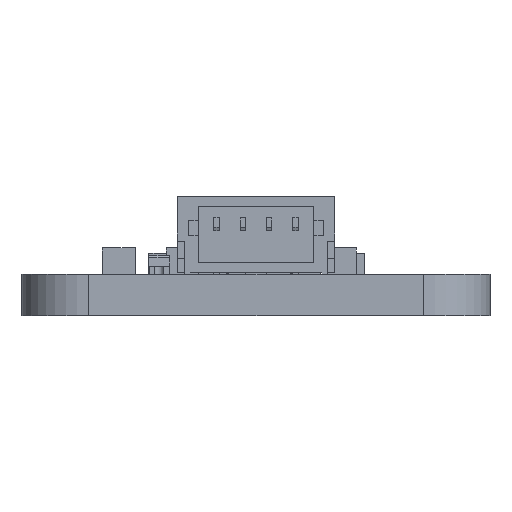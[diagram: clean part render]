
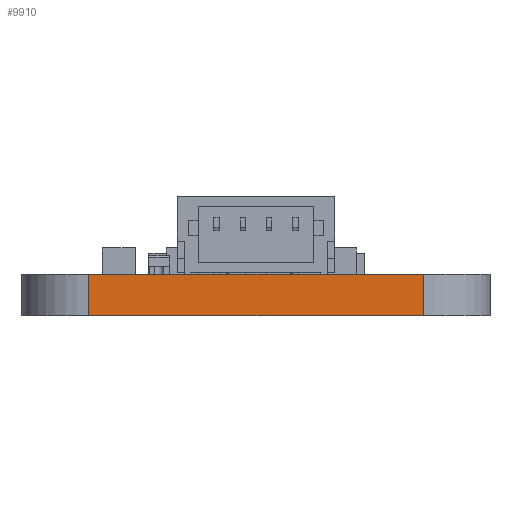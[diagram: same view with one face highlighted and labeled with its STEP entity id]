
A CAD part, left-side view. The second image highlights one B-rep face of the part: STEP entity #9910.
In plain terms, the highlighted planar face has unit normal (-1, 0, 0).
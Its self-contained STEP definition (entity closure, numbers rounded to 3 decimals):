
#177=PLANE('',#10607);
#644=FACE_OUTER_BOUND('',#1172,.T.);
#1172=EDGE_LOOP('',(#6847,#6848,#6849,#6850));
#1763=LINE('',#14090,#3000);
#1764=LINE('',#14093,#3001);
#1765=LINE('',#14095,#3002);
#1766=LINE('',#14096,#3003);
#3000=VECTOR('',#11448,10.);
#3001=VECTOR('',#11451,10.);
#3002=VECTOR('',#11452,10.);
#3003=VECTOR('',#11453,10.);
#4432=VERTEX_POINT('',#14086);
#4433=VERTEX_POINT('',#14088);
#4434=VERTEX_POINT('',#14092);
#4435=VERTEX_POINT('',#14094);
#5401=EDGE_CURVE('',#4432,#4433,#1763,.T.);
#5402=EDGE_CURVE('',#4434,#4432,#1764,.T.);
#5403=EDGE_CURVE('',#4435,#4433,#1765,.T.);
#5404=EDGE_CURVE('',#4434,#4435,#1766,.T.);
#6847=ORIENTED_EDGE('',*,*,#5402,.T.);
#6848=ORIENTED_EDGE('',*,*,#5401,.T.);
#6849=ORIENTED_EDGE('',*,*,#5403,.F.);
#6850=ORIENTED_EDGE('',*,*,#5404,.F.);
#9910=ADVANCED_FACE('',(#644),#177,.T.);
#10607=AXIS2_PLACEMENT_3D('',#14091,#11449,#11450);
#11448=DIRECTION('',(0.,0.,1.));
#11449=DIRECTION('center_axis',(-1.,0.,0.));
#11450=DIRECTION('ref_axis',(0.,-1.,0.));
#11451=DIRECTION('',(0.,-1.,0.));
#11452=DIRECTION('',(0.,-1.,0.));
#11453=DIRECTION('',(0.,0.,1.));
#14086=CARTESIAN_POINT('',(0.,2.54,0.));
#14088=CARTESIAN_POINT('',(0.,2.54,1.57));
#14090=CARTESIAN_POINT('',(0.,2.54,0.));
#14091=CARTESIAN_POINT('Origin',(0.,15.24,0.));
#14092=CARTESIAN_POINT('',(0.,15.24,0.));
#14093=CARTESIAN_POINT('',(0.,15.24,0.));
#14094=CARTESIAN_POINT('',(0.,15.24,1.57));
#14095=CARTESIAN_POINT('',(0.,15.24,1.57));
#14096=CARTESIAN_POINT('',(0.,15.24,0.));
